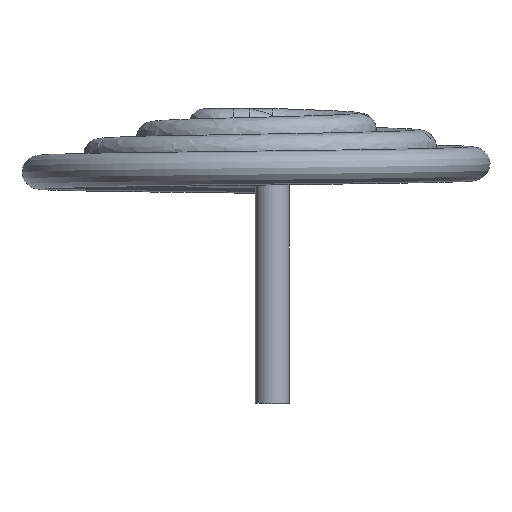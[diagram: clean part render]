
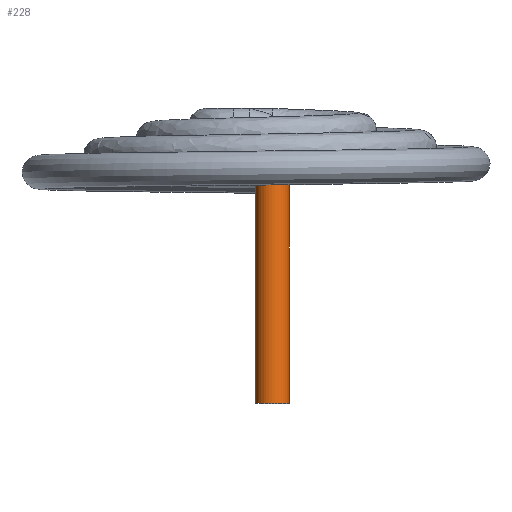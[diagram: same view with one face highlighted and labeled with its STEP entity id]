
A CAD part, left-side view. The second image highlights one B-rep face of the part: STEP entity #228.
In plain terms, the highlighted free-form (B-spline) face has degree [3, 1] with [7, 2] control points.
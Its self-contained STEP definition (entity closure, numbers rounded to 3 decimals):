
#5 = AXIS2_PLACEMENT_3D ( 'NONE', #701, #340, #757 ) ;
#7 = CARTESIAN_POINT ( 'NONE',  ( 14.2, -0.6, 0.492 ) ) ;
#59 =( BOUNDED_SURFACE ( )  B_SPLINE_SURFACE ( 3, 1, ( 
 ( #608, #128 ),
 ( #731, #374 ),
 ( #7, #431 ),
 ( #67, #150 ),
 ( #91, #505 ),
 ( #155, #569 ),
 ( #216, #631 ) ),
 .UNSPECIFIED., .T., .F., .F. ) 
 B_SPLINE_SURFACE_WITH_KNOTS ( ( 4, 3, 4 ),
 ( 2, 2 ),
 ( 0., 0.5, 1. ),
 ( 0., 1. ),
 .UNSPECIFIED. ) 
 GEOMETRIC_REPRESENTATION_ITEM ( )  RATIONAL_B_SPLINE_SURFACE ( (
 ( 1., 1.),
 ( 0.333, 0.333),
 ( 0.333, 0.333),
 ( 1., 1.),
 ( 0.333, 0.333),
 ( 0.333, 0.333),
 ( 1., 1.) ) ) 
 REPRESENTATION_ITEM ( '' )  SURFACE ( )  );
#67 = CARTESIAN_POINT ( 'NONE',  ( 14.2, 0., 0.493 ) ) ;
#91 = CARTESIAN_POINT ( 'NONE',  ( 14.2, 0.6, 0.494 ) ) ;
#93 = EDGE_CURVE ( 'NONE', #307, #307, #98, .T. ) ;
#98 = CIRCLE ( 'NONE', #142, 0.3 ) ;
#112 = CIRCLE ( 'NONE', #5, 0.3 ) ;
#128 = CARTESIAN_POINT ( 'NONE',  ( 14.8, 0., -4.008 ) ) ;
#142 = AXIS2_PLACEMENT_3D ( 'NONE', #667, #313, #725 ) ;
#147 = EDGE_LOOP ( 'NONE', ( #730 ) ) ;
#150 = CARTESIAN_POINT ( 'NONE',  ( 14.2, 0., -4. ) ) ;
#155 = CARTESIAN_POINT ( 'NONE',  ( 14.8, 0.6, 0.485 ) ) ;
#216 = CARTESIAN_POINT ( 'NONE',  ( 14.8, 0., 0.484 ) ) ;
#228 = ADVANCED_FACE ( 'NONE', ( #573, #494 ), #59, .T. ) ;
#256 = EDGE_CURVE ( 'NONE', #290, #290, #112, .T. ) ;
#290 = VERTEX_POINT ( 'NONE', #411 ) ;
#307 = VERTEX_POINT ( 'NONE', #404 ) ;
#313 = DIRECTION ( 'NONE',  ( -0.014, 0.002, -1. ) ) ;
#340 = DIRECTION ( 'NONE',  ( -0.014, 0.002, -1. ) ) ;
#374 = CARTESIAN_POINT ( 'NONE',  ( 14.8, -0.6, -4.009 ) ) ;
#404 = CARTESIAN_POINT ( 'NONE',  ( 14.8, 0., 0.484 ) ) ;
#411 = CARTESIAN_POINT ( 'NONE',  ( 14.8, 0., -4.008 ) ) ;
#431 = CARTESIAN_POINT ( 'NONE',  ( 14.2, -0.6, -4.001 ) ) ;
#494 = FACE_OUTER_BOUND ( 'NONE', #516, .T. ) ;
#505 = CARTESIAN_POINT ( 'NONE',  ( 14.2, 0.6, -3.999 ) ) ;
#516 = EDGE_LOOP ( 'NONE', ( #669 ) ) ;
#569 = CARTESIAN_POINT ( 'NONE',  ( 14.8, 0.6, -4.007 ) ) ;
#573 = FACE_OUTER_BOUND ( 'NONE', #147, .T. ) ;
#608 = CARTESIAN_POINT ( 'NONE',  ( 14.8, 0., 0.484 ) ) ;
#631 = CARTESIAN_POINT ( 'NONE',  ( 14.8, 0., -4.008 ) ) ;
#667 = CARTESIAN_POINT ( 'NONE',  ( 14.5, 0., 0.489 ) ) ;
#669 = ORIENTED_EDGE ( 'NONE', *, *, #256, .F. ) ;
#701 = CARTESIAN_POINT ( 'NONE',  ( 14.5, 0., -4.004 ) ) ;
#725 = DIRECTION ( 'NONE',  ( 1., 0., -0.014 ) ) ;
#730 = ORIENTED_EDGE ( 'NONE', *, *, #93, .T. ) ;
#731 = CARTESIAN_POINT ( 'NONE',  ( 14.8, -0.6, 0.483 ) ) ;
#757 = DIRECTION ( 'NONE',  ( 1., 0., -0.014 ) ) ;
